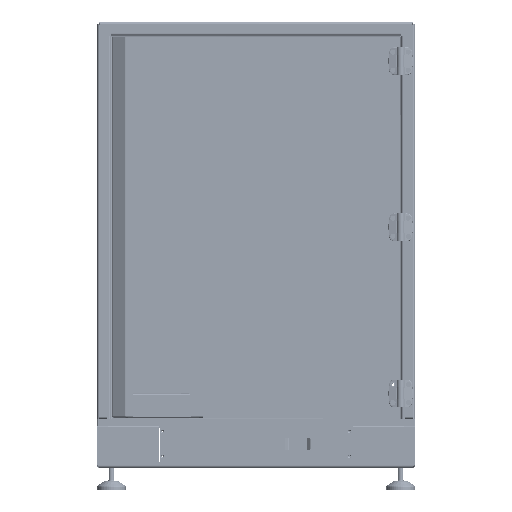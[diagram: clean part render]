
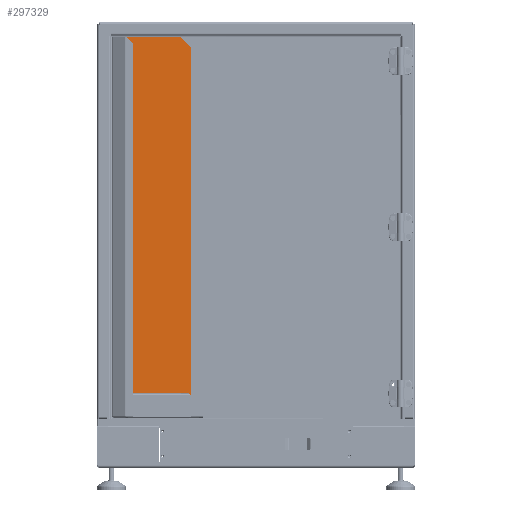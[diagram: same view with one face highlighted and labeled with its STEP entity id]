
A CAD part, top view. The second image highlights one B-rep face of the part: STEP entity #297329.
In plain terms, the highlighted planar face has unit normal (0, 0, 1).
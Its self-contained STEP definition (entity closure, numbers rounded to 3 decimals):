
#16074 = VECTOR ( 'NONE', #237402, 1000. ) ;
#23157 = VECTOR ( 'NONE', #233702, 1000. ) ;
#23655 = LINE ( 'NONE', #333632, #150080 ) ;
#39776 = CARTESIAN_POINT ( 'NONE',  ( -394., 92., 2.006 ) ) ;
#51206 = DIRECTION ( 'NONE',  ( 1., 0., 0. ) ) ;
#53882 = EDGE_CURVE ( 'NONE', #294632, #345009, #23655, .T. ) ;
#79006 = ORIENTED_EDGE ( 'NONE', *, *, #118160, .T. ) ;
#87123 = DIRECTION ( 'NONE',  ( 1., 0., 0. ) ) ;
#99040 = AXIS2_PLACEMENT_3D ( 'NONE', #110692, #247446, #114315 ) ;
#103589 = EDGE_CURVE ( 'NONE', #131268, #310874, #340048, .T. ) ;
#110692 = CARTESIAN_POINT ( 'NONE',  ( -534., 88., 2.006 ) ) ;
#112724 = CARTESIAN_POINT ( 'NONE',  ( -414., 760., 2.006 ) ) ;
#114315 = DIRECTION ( 'NONE',  ( 0., 1., 0. ) ) ;
#118160 = EDGE_CURVE ( 'NONE', #294632, #131268, #349876, .T. ) ;
#118643 = EDGE_CURVE ( 'NONE', #143525, #345009, #235072, .T. ) ;
#124252 = CARTESIAN_POINT ( 'NONE',  ( -138., 484., 2.006 ) ) ;
#128338 = CARTESIAN_POINT ( 'NONE',  ( -394., 740., 2.006 ) ) ;
#131268 = VERTEX_POINT ( 'NONE', #182898 ) ;
#143525 = VERTEX_POINT ( 'NONE', #128338 ) ;
#144639 = CARTESIAN_POINT ( 'NONE',  ( -530., 760., 2.006 ) ) ;
#150080 = VECTOR ( 'NONE', #51206, 1000. ) ;
#152423 = LINE ( 'NONE', #351754, #16074 ) ;
#156220 = EDGE_CURVE ( 'NONE', #143525, #310874, #152423, .T. ) ;
#176324 = EDGE_LOOP ( 'NONE', ( #245668, #343927, #308425, #79006, #279905 ) ) ;
#182898 = CARTESIAN_POINT ( 'NONE',  ( -530., 92., 2.006 ) ) ;
#197526 = PLANE ( 'NONE',  #99040 ) ;
#199829 = CARTESIAN_POINT ( 'NONE',  ( -534., 92., 2.006 ) ) ;
#201959 = DIRECTION ( 'NONE',  ( -0.707, 0.707, 0. ) ) ;
#212235 = VECTOR ( 'NONE', #201959, 1000. ) ;
#219771 = FACE_OUTER_BOUND ( 'NONE', #176324, .T. ) ;
#233702 = DIRECTION ( 'NONE',  ( 0., -1., 0. ) ) ;
#235072 = LINE ( 'NONE', #124252, #212235 ) ;
#237402 = DIRECTION ( 'NONE',  ( 0., -1., 0. ) ) ;
#245668 = ORIENTED_EDGE ( 'NONE', *, *, #156220, .F. ) ;
#247446 = DIRECTION ( 'NONE',  ( 0., 0., 1. ) ) ;
#266539 = VECTOR ( 'NONE', #87123, 1000. ) ;
#279905 = ORIENTED_EDGE ( 'NONE', *, *, #103589, .T. ) ;
#294632 = VERTEX_POINT ( 'NONE', #144639 ) ;
#297329 = ADVANCED_FACE ( 'NONE', ( #219771 ), #197526, .T. ) ;
#308425 = ORIENTED_EDGE ( 'NONE', *, *, #53882, .F. ) ;
#310874 = VERTEX_POINT ( 'NONE', #39776 ) ;
#333632 = CARTESIAN_POINT ( 'NONE',  ( -534., 760., 2.006 ) ) ;
#340048 = LINE ( 'NONE', #199829, #266539 ) ;
#342667 = CARTESIAN_POINT ( 'NONE',  ( -530., 88., 2.006 ) ) ;
#343927 = ORIENTED_EDGE ( 'NONE', *, *, #118643, .T. ) ;
#345009 = VERTEX_POINT ( 'NONE', #112724 ) ;
#349876 = LINE ( 'NONE', #342667, #23157 ) ;
#351754 = CARTESIAN_POINT ( 'NONE',  ( -394., 760., 2.006 ) ) ;
